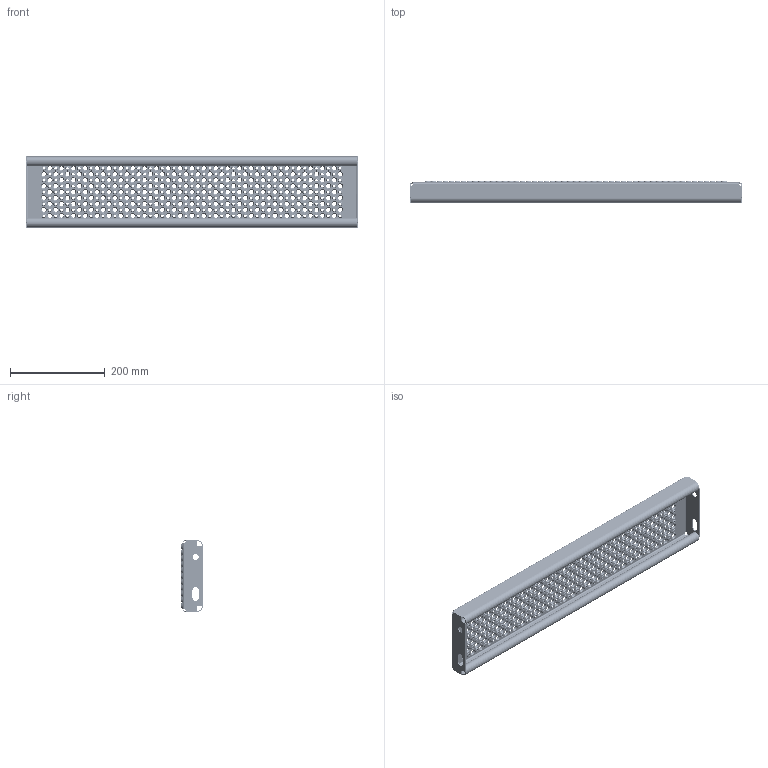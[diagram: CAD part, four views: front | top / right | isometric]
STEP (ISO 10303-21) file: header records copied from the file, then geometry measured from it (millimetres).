
FILE_DESCRIPTION (( 'STEP AP203' ), '1' );
FILE_NAME ('20610_ACHILTRIN_150x700x45_M_OPTRÆK.STEP', '2011-08-15T08:49:30', ( 'JKJ' ), ( '' ), 'SwSTEP 2.0', 'SolidWorks 2011', '' );
FILE_SCHEMA (( 'CONFIG_CONTROL_DESIGN' ));
Products named in the file (1): 20610_ACHILTRIN_150x700x45_M_OPTRÆK
Bounding box: 700 x 45 x 150 mm (x, y, z)
Volume: 447710.2 mm3; surface area: 469111.8 mm2
Topology: 1 solids, 1 shells, 4009 faces, 9176 edges, 5730 vertices
Faces by surface type: cone 2244, cylinder 1158, plane 599, bspline 8
Entity records: 117401 total; most frequent: DIRECTION 22814, CARTESIAN_POINT 19508, ORIENTED_EDGE 18352, AXIS2_PLACEMENT_3D 9668, EDGE_CURVE 9176, VERTEX_POINT 5730, EDGE_LOOP 5700, CIRCLE 5666
